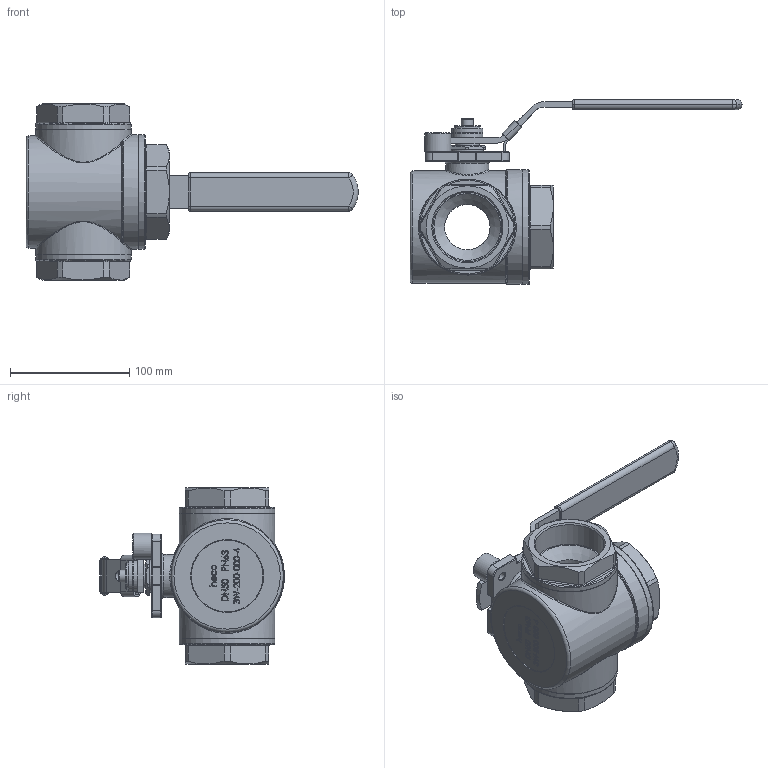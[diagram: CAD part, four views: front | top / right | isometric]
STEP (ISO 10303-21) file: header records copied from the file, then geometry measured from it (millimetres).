
FILE_DESCRIPTION (( 'STEP AP214' ), '1' );
FILE_NAME ('3W-200-000-4 3-Wege Kugelhahn heco.STEP', '2012-11-13T10:53:02', ( 'test' ), ( '' ), 'SwSTEP 2.0', 'SolidWorks 2011', '' );
FILE_SCHEMA (( 'AUTOMOTIVE_DESIGN' ));
Length unit declared in the file: millimetre
Products named in the file (1): 3W-200-000-4 3-Wege Kugelhahn heco
Bounding box: 277.91 x 154.8 x 148 mm (x, y, z)
Volume: 836294.9 mm3; surface area: 120504 mm2
Topology: 1 solids, 1 shells, 759 faces, 1920 edges, 1192 vertices
Faces by surface type: plane 268, bspline 229, cylinder 149, torus 64, cone 25, sphere 24
Full cylindrical faces by diameter (mm): 6.8 x4, 8 x1, 10 x1, 20 x1, 22 x2, 26 x2, 27 x1, 36 x1, 38 x2, 57.901 x3, 80 x4, 94 x1, 96 x2
Entity records: 44334 total; most frequent: CARTESIAN_POINT 19703, ORIENTED_EDGE 3638, DIRECTION 2746, EDGE_CURVE 1819, VERTEX_POINT 1175, AXIS2_PLACEMENT_3D 949, EDGE_LOOP 888, LINE 848
